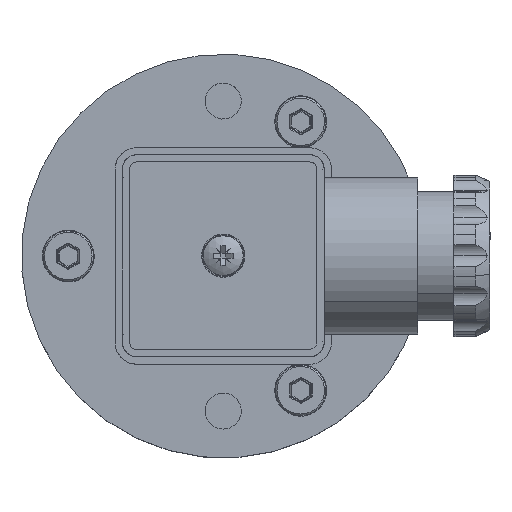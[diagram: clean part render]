
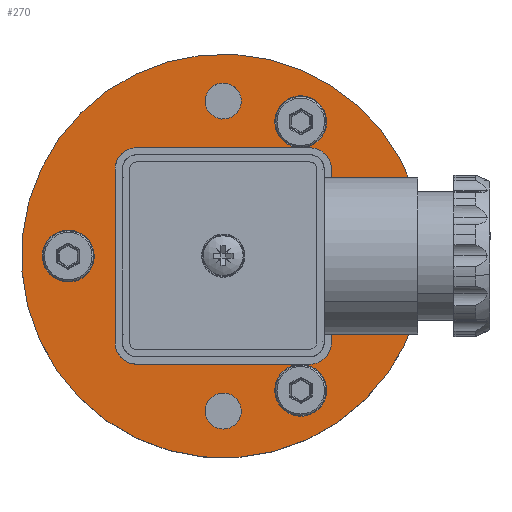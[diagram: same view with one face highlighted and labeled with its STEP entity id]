
A CAD part, top view. The second image highlights one B-rep face of the part: STEP entity #270.
In plain terms, the highlighted planar face has unit normal (0, 0, 1).
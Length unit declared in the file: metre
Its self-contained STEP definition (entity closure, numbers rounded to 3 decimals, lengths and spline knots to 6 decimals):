
#270=ADVANCED_FACE('0:99',(#795,#796,#797,#798,#799,#800,#801),#802,.T.);
#795=FACE_OUTER_BOUND('',#1771,.T.);
#796=FACE_BOUND('',#1772,.T.);
#797=FACE_BOUND('',#1773,.T.);
#798=FACE_BOUND('',#1774,.T.);
#799=FACE_BOUND('',#1775,.T.);
#800=FACE_BOUND('',#1776,.T.);
#801=FACE_BOUND('',#1777,.T.);
#802=PLANE('',#1778);
#1771=EDGE_LOOP('',(#14462,#14463,#14464));
#1772=EDGE_LOOP('',(#14465,#14466,#14467));
#1773=EDGE_LOOP('',(#14468,#14469,#14470));
#1774=EDGE_LOOP('',(#14471,#14472,#14473));
#1775=EDGE_LOOP('',(#14474,#14475,#14476));
#1776=EDGE_LOOP('',(#14477,#14478,#14479));
#1777=EDGE_LOOP('',(#14480,#14481,#14482));
#1778=AXIS2_PLACEMENT_3D('',#14483,#14484,#14485);
#14462=ORIENTED_EDGE('',*,*,#17762,.F.);
#14463=ORIENTED_EDGE('',*,*,#17761,.F.);
#14464=ORIENTED_EDGE('',*,*,#17641,.F.);
#14465=ORIENTED_EDGE('',*,*,#17748,.F.);
#14466=ORIENTED_EDGE('',*,*,#17747,.F.);
#14467=ORIENTED_EDGE('',*,*,#17666,.F.);
#14468=ORIENTED_EDGE('',*,*,#17740,.F.);
#14469=ORIENTED_EDGE('',*,*,#17739,.F.);
#14470=ORIENTED_EDGE('',*,*,#17674,.F.);
#14471=ORIENTED_EDGE('',*,*,#17732,.F.);
#14472=ORIENTED_EDGE('',*,*,#17731,.F.);
#14473=ORIENTED_EDGE('',*,*,#17682,.F.);
#14474=ORIENTED_EDGE('',*,*,#17694,.F.);
#14475=ORIENTED_EDGE('',*,*,#17693,.F.);
#14476=ORIENTED_EDGE('',*,*,#17724,.F.);
#14477=ORIENTED_EDGE('',*,*,#17722,.F.);
#14478=ORIENTED_EDGE('',*,*,#17721,.F.);
#14479=ORIENTED_EDGE('',*,*,#17698,.F.);
#14480=ORIENTED_EDGE('',*,*,#17754,.F.);
#14481=ORIENTED_EDGE('',*,*,#17753,.F.);
#14482=ORIENTED_EDGE('',*,*,#17656,.F.);
#14483=CARTESIAN_POINT('',(-0.014,0.,0.015));
#14484=DIRECTION('',(0.0,0.0,1.0));
#14485=DIRECTION('',(1.0,0.0,0.0));
#17641=EDGE_CURVE('0:243',#18864,#18867,#18868,.T.);
#17656=EDGE_CURVE('0:228',#18894,#18897,#18898,.T.);
#17666=EDGE_CURVE('0:216',#18914,#18917,#18918,.T.);
#17674=EDGE_CURVE('0:204',#18930,#18933,#18934,.T.);
#17682=EDGE_CURVE('0:192',#18946,#18949,#18950,.T.);
#17693=EDGE_CURVE('0:180',#18969,#18971,#18972,.F.);
#17694=EDGE_CURVE('0:180',#18971,#18963,#18973,.F.);
#17698=EDGE_CURVE('0:174',#18979,#18975,#18981,.T.);
#17721=EDGE_CURVE('0:174',#18975,#19016,#19017,.T.);
#17722=EDGE_CURVE('0:174',#19016,#18979,#19018,.T.);
#17724=EDGE_CURVE('0:180',#18963,#18969,#19020,.F.);
#17731=EDGE_CURVE('0:192',#18949,#19030,#19031,.T.);
#17732=EDGE_CURVE('0:192',#19030,#18946,#19032,.T.);
#17739=EDGE_CURVE('0:204',#18933,#19042,#19043,.T.);
#17740=EDGE_CURVE('0:204',#19042,#18930,#19044,.T.);
#17747=EDGE_CURVE('0:216',#18917,#19054,#19055,.T.);
#17748=EDGE_CURVE('0:216',#19054,#18914,#19056,.T.);
#17753=EDGE_CURVE('0:228',#18897,#19062,#19063,.T.);
#17754=EDGE_CURVE('0:228',#19062,#18894,#19064,.T.);
#17761=EDGE_CURVE('0:243',#18867,#19073,#19074,.T.);
#17762=EDGE_CURVE('0:243',#19073,#18864,#19075,.T.);
#18864=VERTEX_POINT('',#20861);
#18867=VERTEX_POINT('',#20865);
#18868=CIRCLE('',#20866,0.028);
#18894=VERTEX_POINT('',#20897);
#18897=VERTEX_POINT('',#20901);
#18898=CIRCLE('',#20902,0.0036);
#18914=VERTEX_POINT('',#20921);
#18917=VERTEX_POINT('',#20925);
#18918=CIRCLE('',#20926,0.0036);
#18930=VERTEX_POINT('',#20941);
#18933=VERTEX_POINT('',#20945);
#18934=CIRCLE('',#20946,0.0036);
#18946=VERTEX_POINT('',#20961);
#18949=VERTEX_POINT('',#20965);
#18950=CIRCLE('',#20966,0.0036);
#18963=VERTEX_POINT('',#20993);
#18969=VERTEX_POINT('',#21000);
#18971=VERTEX_POINT('',#21003);
#18972=CIRCLE('',#21004,0.0025);
#18973=CIRCLE('',#21005,0.0025);
#18975=VERTEX_POINT('',#21007);
#18979=VERTEX_POINT('',#21012);
#18981=CIRCLE('',#21015,0.0025);
#19016=VERTEX_POINT('',#21054);
#19017=CIRCLE('',#21055,0.0025);
#19018=CIRCLE('',#21056,0.0025);
#19020=CIRCLE('',#21058,0.0025);
#19030=VERTEX_POINT('',#21080);
#19031=CIRCLE('',#21081,0.0036);
#19032=CIRCLE('',#21082,0.0036);
#19042=VERTEX_POINT('',#21092);
#19043=CIRCLE('',#21093,0.0036);
#19044=CIRCLE('',#21094,0.0036);
#19054=VERTEX_POINT('',#21104);
#19055=CIRCLE('',#21105,0.0036);
#19056=CIRCLE('',#21106,0.0036);
#19062=VERTEX_POINT('',#21112);
#19063=CIRCLE('',#21113,0.0036);
#19064=CIRCLE('',#21114,0.0036);
#19073=VERTEX_POINT('',#21123);
#19074=CIRCLE('',#21124,0.028);
#19075=CIRCLE('',#21125,0.028);
#20861=CARTESIAN_POINT('',(0.022787,-0.016271,0.015));
#20865=CARTESIAN_POINT('',(-0.022787,0.016271,0.015));
#20866=AXIS2_PLACEMENT_3D('',#61756,#61757,#61758);
#20897=CARTESIAN_POINT('',(0.01857,0.002092,0.015));
#20901=CARTESIAN_POINT('',(0.02443,-0.002092,0.015));
#20902=AXIS2_PLACEMENT_3D('',#61789,#61790,#61791);
#20921=CARTESIAN_POINT('',(0.011097,0.015036,0.015));
#20925=CARTESIAN_POINT('',(0.010403,0.022203,0.015));
#20926=AXIS2_PLACEMENT_3D('',#61811,#61812,#61813);
#20941=CARTESIAN_POINT('',(0.007473,-0.017128,0.015));
#20945=CARTESIAN_POINT('',(0.014027,-0.020111,0.015));
#20946=AXIS2_PLACEMENT_3D('',#61827,#61828,#61829);
#20961=CARTESIAN_POINT('',(-0.01857,0.002092,0.015));
#20965=CARTESIAN_POINT('',(-0.02443,-0.002092,0.015));
#20966=AXIS2_PLACEMENT_3D('',#61843,#61844,#61845);
#20993=CARTESIAN_POINT('',(-0.001453,0.023535,0.015));
#21000=CARTESIAN_POINT('',(0.001453,0.019465,0.015));
#21003=CARTESIAN_POINT('',(0.,0.024,0.015));
#21004=AXIS2_PLACEMENT_3D('',#61863,#61864,#61865);
#21005=AXIS2_PLACEMENT_3D('',#61866,#61867,#61868);
#21007=CARTESIAN_POINT('',(-0.001453,-0.023535,0.015));
#21012=CARTESIAN_POINT('',(0.001453,-0.019465,0.015));
#21015=AXIS2_PLACEMENT_3D('',#61874,#61875,#61876);
#21054=CARTESIAN_POINT('',(0.,-0.024,0.015));
#21055=AXIS2_PLACEMENT_3D('',#61935,#61936,#61937);
#21056=AXIS2_PLACEMENT_3D('',#61938,#61939,#61940);
#21058=AXIS2_PLACEMENT_3D('',#61944,#61945,#61946);
#21080=CARTESIAN_POINT('',(-0.0179,0.,0.015));
#21081=AXIS2_PLACEMENT_3D('',#61959,#61960,#61961);
#21082=AXIS2_PLACEMENT_3D('',#61962,#61963,#61964);
#21092=CARTESIAN_POINT('',(0.00895,-0.015502,0.015));
#21093=AXIS2_PLACEMENT_3D('',#61983,#61984,#61985);
#21094=AXIS2_PLACEMENT_3D('',#61986,#61987,#61988);
#21104=CARTESIAN_POINT('',(0.00895,0.015502,0.015));
#21105=AXIS2_PLACEMENT_3D('',#62007,#62008,#62009);
#21106=AXIS2_PLACEMENT_3D('',#62010,#62011,#62012);
#21112=CARTESIAN_POINT('',(0.0251,0.,0.015));
#21113=AXIS2_PLACEMENT_3D('',#62025,#62026,#62027);
#21114=AXIS2_PLACEMENT_3D('',#62028,#62029,#62030);
#21123=CARTESIAN_POINT('',(0.028,0.0,0.015));
#21124=AXIS2_PLACEMENT_3D('',#62049,#62050,#62051);
#21125=AXIS2_PLACEMENT_3D('',#62052,#62053,#62054);
#61756=CARTESIAN_POINT('',(0.,0.,0.015));
#61757=DIRECTION('',(0.,0.,-1.0));
#61758=DIRECTION('',(1.0,0.,0.));
#61789=CARTESIAN_POINT('',(0.0215,0.,0.015));
#61790=DIRECTION('',(0.,0.,1.0));
#61791=DIRECTION('',(1.0,0.,0.));
#61811=CARTESIAN_POINT('',(0.01075,0.01862,0.015));
#61812=DIRECTION('',(0.0,0.0,1.0));
#61813=DIRECTION('',(0.096,-0.995,0.0));
#61827=CARTESIAN_POINT('',(0.01075,-0.01862,0.015));
#61828=DIRECTION('',(0.0,0.0,1.0));
#61829=DIRECTION('',(-0.91,0.414,0.0));
#61843=CARTESIAN_POINT('',(-0.0215,0.,0.015));
#61844=DIRECTION('',(0.0,-0.0,1.0));
#61845=DIRECTION('',(0.814,0.581,0.0));
#61863=CARTESIAN_POINT('',(0.,0.0215,0.015));
#61864=DIRECTION('',(-0.0,0.0,-1.0));
#61865=DIRECTION('',(-0.581,0.814,0.0));
#61866=CARTESIAN_POINT('',(0.,0.0215,0.015));
#61867=DIRECTION('',(-0.0,0.0,-1.0));
#61868=DIRECTION('',(-0.581,0.814,0.0));
#61874=CARTESIAN_POINT('',(0.,-0.0215,0.015));
#61875=DIRECTION('',(0.0,0.0,1.0));
#61876=DIRECTION('',(-0.581,-0.814,0.0));
#61935=CARTESIAN_POINT('',(0.,-0.0215,0.015));
#61936=DIRECTION('',(0.0,0.0,1.0));
#61937=DIRECTION('',(-0.581,-0.814,0.0));
#61938=CARTESIAN_POINT('',(0.,-0.0215,0.015));
#61939=DIRECTION('',(0.0,0.0,1.0));
#61940=DIRECTION('',(-0.581,-0.814,0.0));
#61944=CARTESIAN_POINT('',(0.,0.0215,0.015));
#61945=DIRECTION('',(-0.0,0.0,-1.0));
#61946=DIRECTION('',(-0.581,0.814,0.0));
#61959=CARTESIAN_POINT('',(-0.0215,0.,0.015));
#61960=DIRECTION('',(0.0,-0.0,1.0));
#61961=DIRECTION('',(0.814,0.581,0.0));
#61962=CARTESIAN_POINT('',(-0.0215,0.,0.015));
#61963=DIRECTION('',(0.0,-0.0,1.0));
#61964=DIRECTION('',(0.814,0.581,0.0));
#61983=CARTESIAN_POINT('',(0.01075,-0.01862,0.015));
#61984=DIRECTION('',(0.0,0.0,1.0));
#61985=DIRECTION('',(-0.91,0.414,0.0));
#61986=CARTESIAN_POINT('',(0.01075,-0.01862,0.015));
#61987=DIRECTION('',(0.0,0.0,1.0));
#61988=DIRECTION('',(-0.91,0.414,0.0));
#62007=CARTESIAN_POINT('',(0.01075,0.01862,0.015));
#62008=DIRECTION('',(0.0,0.0,1.0));
#62009=DIRECTION('',(0.096,-0.995,0.0));
#62010=CARTESIAN_POINT('',(0.01075,0.01862,0.015));
#62011=DIRECTION('',(0.0,0.0,1.0));
#62012=DIRECTION('',(0.096,-0.995,0.0));
#62025=CARTESIAN_POINT('',(0.0215,0.,0.015));
#62026=DIRECTION('',(0.,0.,1.0));
#62027=DIRECTION('',(1.0,0.,0.));
#62028=CARTESIAN_POINT('',(0.0215,0.,0.015));
#62029=DIRECTION('',(0.,0.,1.0));
#62030=DIRECTION('',(1.0,0.,0.));
#62049=CARTESIAN_POINT('',(0.,0.,0.015));
#62050=DIRECTION('',(0.,0.,-1.0));
#62051=DIRECTION('',(1.0,0.,0.));
#62052=CARTESIAN_POINT('',(0.,0.,0.015));
#62053=DIRECTION('',(0.,0.,-1.0));
#62054=DIRECTION('',(1.0,0.,0.));
